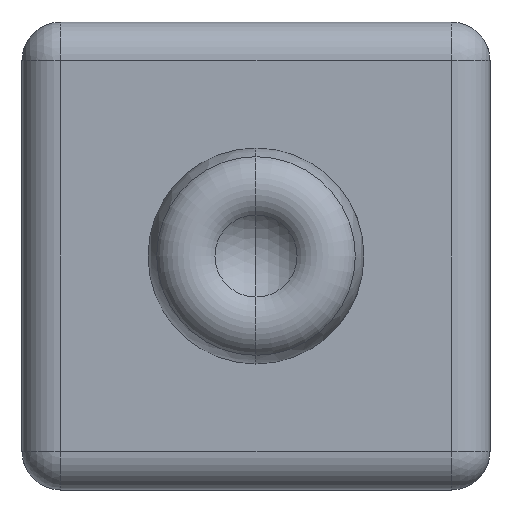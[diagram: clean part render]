
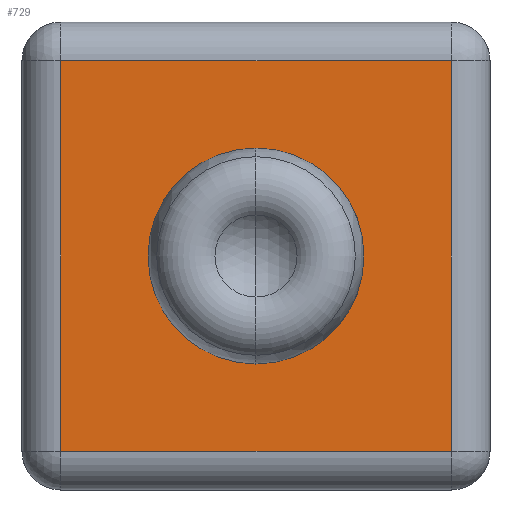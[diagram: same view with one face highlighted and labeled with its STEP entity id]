
A CAD part, left-side view. The second image highlights one B-rep face of the part: STEP entity #729.
In plain terms, the highlighted planar face has unit normal (-1, 0, 0).
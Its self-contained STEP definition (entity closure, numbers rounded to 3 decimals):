
#4 = DIRECTION ( 'NONE',  ( 1., 0., 0. ) ) ;
#17 = CARTESIAN_POINT ( 'NONE',  ( -3.05, 1.085, -1.3 ) ) ;
#41 = VECTOR ( 'NONE', #1044, 1000. ) ;
#88 = LINE ( 'NONE', #17, #493 ) ;
#118 = VERTEX_POINT ( 'NONE', #1170 ) ;
#199 = DIRECTION ( 'NONE',  ( 0., 0., -1. ) ) ;
#201 = AXIS2_PLACEMENT_3D ( 'NONE', #1716, #718, #1883 ) ;
#282 = CARTESIAN_POINT ( 'NONE',  ( -3.05, 1.3, 1.3 ) ) ;
#285 = CARTESIAN_POINT ( 'NONE',  ( -3.05, 0., -0.6 ) ) ;
#298 = CARTESIAN_POINT ( 'NONE',  ( -3.05, 0., 0.6 ) ) ;
#319 = ORIENTED_EDGE ( 'NONE', *, *, #2070, .T. ) ;
#337 = AXIS2_PLACEMENT_3D ( 'NONE', #282, #1464, #449 ) ;
#399 = EDGE_LOOP ( 'NONE', ( #868, #485, #989, #319 ) ) ;
#403 = CARTESIAN_POINT ( 'NONE',  ( -3.05, 1.085, -1.085 ) ) ;
#449 = DIRECTION ( 'NONE',  ( 0., 0., 1. ) ) ;
#485 = ORIENTED_EDGE ( 'NONE', *, *, #2058, .T. ) ;
#493 = VECTOR ( 'NONE', #199, 1000. ) ;
#523 = CARTESIAN_POINT ( 'NONE',  ( -3.05, -1.3, -1.085 ) ) ;
#559 = LINE ( 'NONE', #1542, #41 ) ;
#711 = CARTESIAN_POINT ( 'NONE',  ( -3.05, -1.085, 1.3 ) ) ;
#718 = DIRECTION ( 'NONE',  ( 1., 0., 0. ) ) ;
#724 = VECTOR ( 'NONE', #1694, 1000. ) ;
#729 = ADVANCED_FACE ( 'NONE', ( #1077, #1526 ), #1793, .F. ) ;
#868 = ORIENTED_EDGE ( 'NONE', *, *, #2044, .T. ) ;
#937 = CIRCLE ( 'NONE', #201, 0.6 ) ;
#989 = ORIENTED_EDGE ( 'NONE', *, *, #2066, .T. ) ;
#1033 = CARTESIAN_POINT ( 'NONE',  ( -3.05, 0., 0. ) ) ;
#1044 = DIRECTION ( 'NONE',  ( 0., 1., 0. ) ) ;
#1077 = FACE_OUTER_BOUND ( 'NONE', #399, .T. ) ;
#1157 = VERTEX_POINT ( 'NONE', #285 ) ;
#1160 = LINE ( 'NONE', #523, #724 ) ;
#1170 = CARTESIAN_POINT ( 'NONE',  ( -3.05, -1.085, -1.085 ) ) ;
#1205 = DIRECTION ( 'NONE',  ( 0., 0., -1. ) ) ;
#1214 = VERTEX_POINT ( 'NONE', #298 ) ;
#1219 = CARTESIAN_POINT ( 'NONE',  ( -3.05, -1.085, 1.085 ) ) ;
#1257 = ORIENTED_EDGE ( 'NONE', *, *, #1279, .T. ) ;
#1279 = EDGE_CURVE ( 'NONE', #1214, #1157, #1895, .T. ) ;
#1308 = VERTEX_POINT ( 'NONE', #1219 ) ;
#1393 = VECTOR ( 'NONE', #1876, 1000. ) ;
#1399 = VERTEX_POINT ( 'NONE', #403 ) ;
#1428 = VERTEX_POINT ( 'NONE', #1759 ) ;
#1464 = DIRECTION ( 'NONE',  ( 1., 0., 0. ) ) ;
#1526 = FACE_BOUND ( 'NONE', #1997, .T. ) ;
#1542 = CARTESIAN_POINT ( 'NONE',  ( -3.05, 1.3, 1.085 ) ) ;
#1694 = DIRECTION ( 'NONE',  ( 0., -1., 0. ) ) ;
#1716 = CARTESIAN_POINT ( 'NONE',  ( -3.05, 0., 0. ) ) ;
#1729 = ORIENTED_EDGE ( 'NONE', *, *, #2079, .T. ) ;
#1750 = AXIS2_PLACEMENT_3D ( 'NONE', #1033, #4, #1205 ) ;
#1759 = CARTESIAN_POINT ( 'NONE',  ( -3.05, 1.085, 1.085 ) ) ;
#1793 = PLANE ( 'NONE',  #337 ) ;
#1835 = LINE ( 'NONE', #711, #1393 ) ;
#1876 = DIRECTION ( 'NONE',  ( 0., 0., 1. ) ) ;
#1883 = DIRECTION ( 'NONE',  ( 0., 0., -1. ) ) ;
#1895 = CIRCLE ( 'NONE', #1750, 0.6 ) ;
#1997 = EDGE_LOOP ( 'NONE', ( #1729, #1257 ) ) ;
#2044 = EDGE_CURVE ( 'NONE', #1399, #118, #1160, .T. ) ;
#2058 = EDGE_CURVE ( 'NONE', #118, #1308, #1835, .T. ) ;
#2066 = EDGE_CURVE ( 'NONE', #1308, #1428, #559, .T. ) ;
#2070 = EDGE_CURVE ( 'NONE', #1428, #1399, #88, .T. ) ;
#2079 = EDGE_CURVE ( 'NONE', #1157, #1214, #937, .T. ) ;
